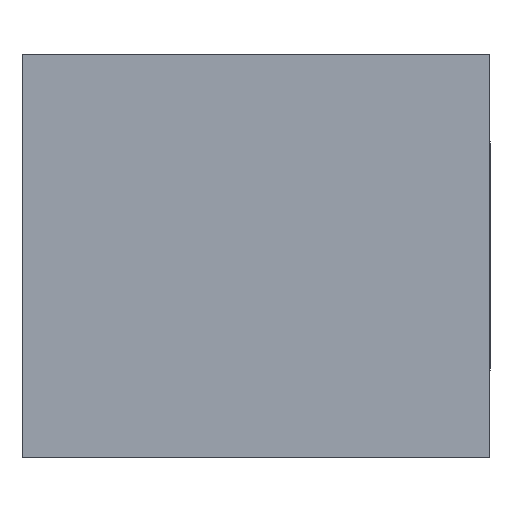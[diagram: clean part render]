
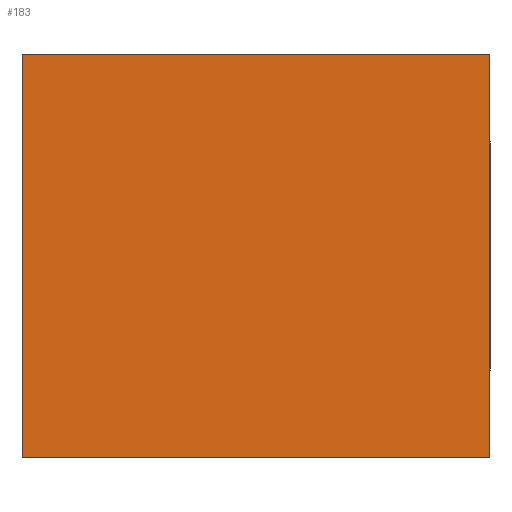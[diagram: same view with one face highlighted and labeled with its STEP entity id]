
A CAD part, top view. The second image highlights one B-rep face of the part: STEP entity #183.
In plain terms, the highlighted planar face has unit normal (0, 0, 1).
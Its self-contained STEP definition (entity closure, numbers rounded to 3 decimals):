
#17=PLANE('',#215);
#32=FACE_OUTER_BOUND('',#42,.T.);
#42=EDGE_LOOP('',(#151,#152,#153,#154));
#51=LINE('',#1258,#64);
#52=LINE('',#1260,#65);
#53=LINE('',#1262,#66);
#54=LINE('',#1263,#67);
#64=VECTOR('',#250,10.);
#65=VECTOR('',#251,10.);
#66=VECTOR('',#252,10.);
#67=VECTOR('',#253,10.);
#95=VERTEX_POINT('',#1256);
#96=VERTEX_POINT('',#1257);
#97=VERTEX_POINT('',#1259);
#98=VERTEX_POINT('',#1261);
#116=EDGE_CURVE('',#95,#96,#51,.T.);
#117=EDGE_CURVE('',#95,#97,#52,.T.);
#118=EDGE_CURVE('',#98,#97,#53,.T.);
#119=EDGE_CURVE('',#96,#98,#54,.T.);
#151=ORIENTED_EDGE('',*,*,#116,.F.);
#152=ORIENTED_EDGE('',*,*,#117,.T.);
#153=ORIENTED_EDGE('',*,*,#118,.F.);
#154=ORIENTED_EDGE('',*,*,#119,.F.);
#183=ADVANCED_FACE('',(#32),#17,.T.);
#215=AXIS2_PLACEMENT_3D('',#1255,#248,#249);
#248=DIRECTION('center_axis',(0.,0.,1.));
#249=DIRECTION('ref_axis',(0.,-1.,0.));
#250=DIRECTION('',(0.,1.,0.));
#251=DIRECTION('',(1.,0.,0.));
#252=DIRECTION('',(0.,-1.,0.));
#253=DIRECTION('',(1.,0.,0.));
#1255=CARTESIAN_POINT('Origin',(0.,98.076,88.9));
#1256=CARTESIAN_POINT('',(0.,-98.076,88.9));
#1257=CARTESIAN_POINT('',(0.,98.076,88.9));
#1258=CARTESIAN_POINT('',(0.,-98.076,88.9));
#1259=CARTESIAN_POINT('',(227.731,-98.076,88.9));
#1260=CARTESIAN_POINT('',(0.,-98.076,88.9));
#1261=CARTESIAN_POINT('',(227.731,98.076,88.9));
#1262=CARTESIAN_POINT('',(227.731,-98.076,88.9));
#1263=CARTESIAN_POINT('',(0.,98.076,88.9));
